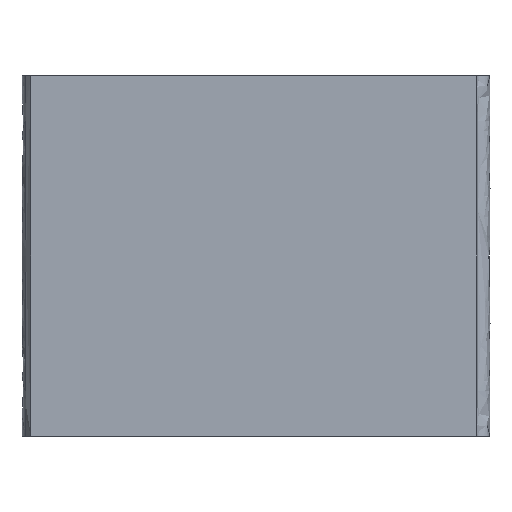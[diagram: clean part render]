
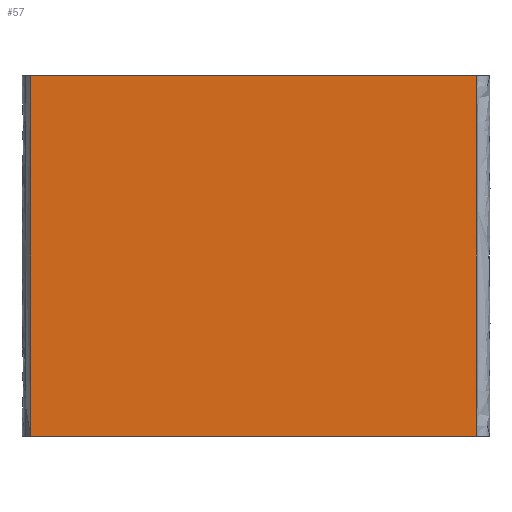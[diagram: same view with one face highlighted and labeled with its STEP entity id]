
A CAD part, front view. The second image highlights one B-rep face of the part: STEP entity #57.
In plain terms, the highlighted planar face has unit normal (0, -1, 0).
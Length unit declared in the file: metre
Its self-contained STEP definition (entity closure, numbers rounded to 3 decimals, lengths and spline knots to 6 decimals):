
#12=PLANE('',#73);
#15=LINE('',#256,#19);
#16=LINE('',#314,#20);
#17=LINE('',#316,#21);
#18=LINE('',#317,#22);
#19=VECTOR('',#78,1.);
#20=VECTOR('',#79,1.);
#21=VECTOR('',#82,1.);
#22=VECTOR('',#83,1.);
#27=ORIENTED_EDGE('',*,*,#39,.T.);
#28=ORIENTED_EDGE('',*,*,#38,.F.);
#29=ORIENTED_EDGE('',*,*,#40,.F.);
#30=ORIENTED_EDGE('',*,*,#36,.T.);
#36=EDGE_CURVE('',#43,#41,#15,.T.);
#38=EDGE_CURVE('',#44,#42,#16,.T.);
#39=EDGE_CURVE('',#41,#42,#17,.T.);
#40=EDGE_CURVE('',#43,#44,#18,.T.);
#41=VERTEX_POINT('',#254);
#42=VERTEX_POINT('',#255);
#43=VERTEX_POINT('',#257);
#44=VERTEX_POINT('',#313);
#48=EDGE_LOOP('',(#27,#28,#29,#30));
#52=FACE_BOUND('',#48,.T.);
#57=ADVANCED_FACE('',(#52),#12,.F.);
#73=AXIS2_PLACEMENT_3D('',#315,#80,#81);
#78=DIRECTION('',(0.,0.,-1.));
#79=DIRECTION('',(0.,0.,-1.));
#80=DIRECTION('',(0.,1.,0.));
#81=DIRECTION('',(0.,0.,1.));
#82=DIRECTION('',(1.,0.,0.));
#83=DIRECTION('',(1.,0.,0.));
#254=CARTESIAN_POINT('',(-0.021269,0.02684,0.003));
#255=CARTESIAN_POINT('',(-0.008912,0.02684,0.003));
#256=CARTESIAN_POINT('',(-0.021269,0.02684,0.013));
#257=CARTESIAN_POINT('',(-0.021269,0.02684,0.013));
#313=CARTESIAN_POINT('',(-0.008912,0.02684,0.013));
#314=CARTESIAN_POINT('',(-0.008912,0.02684,0.013));
#315=CARTESIAN_POINT('',(-0.01509,0.02684,0.013));
#316=CARTESIAN_POINT('',(-0.01509,0.02684,0.003));
#317=CARTESIAN_POINT('',(-0.01509,0.02684,0.013));
